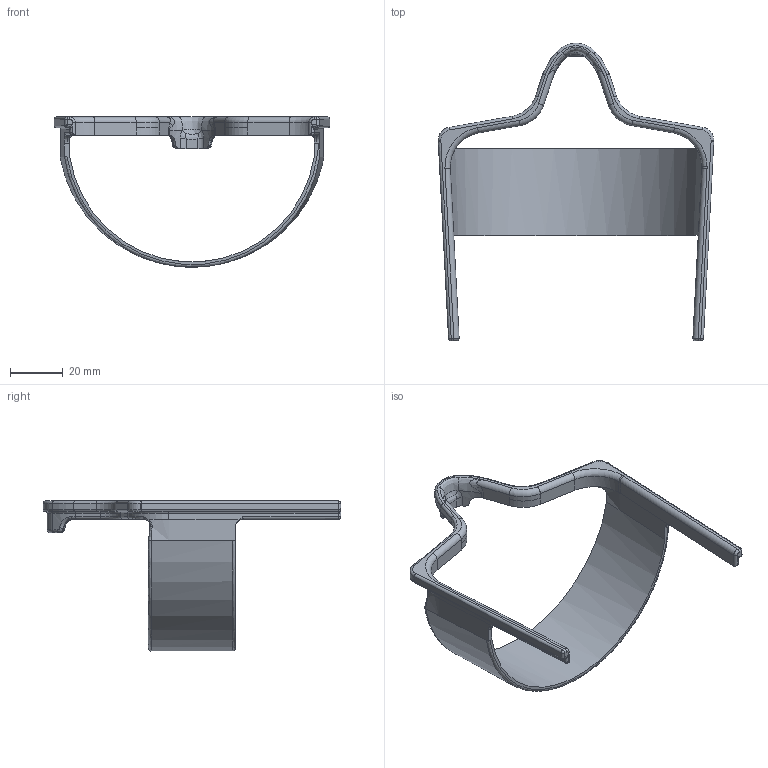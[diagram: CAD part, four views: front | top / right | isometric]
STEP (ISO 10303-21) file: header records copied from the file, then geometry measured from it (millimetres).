
FILE_DESCRIPTION (( 'STEP AP214' ), '1' );
FILE_NAME ('v0.6.1_cv19_ICTF_bottom_VAR1.STEP', '2020-04-13T06:48:58', ( 'ABC' ), ( '' ), 'SwSTEP 2.0', 'SolidWorks 2016', '' );
FILE_SCHEMA (( 'AUTOMOTIVE_DESIGN' ));
Length unit declared in the file: millimetre
Products named in the file (1): v0.6.1_cv19_ICTF_bottom_VAR1
Bounding box: 104.53 x 112.91 x 56.93 mm (x, y, z)
Volume: 16361.2 mm3; surface area: 16458.5 mm2
Topology: 1 solids, 1 shells, 211 faces, 535 edges, 310 vertices
Faces by surface type: cylinder 79, bspline 56, torus 38, plane 32, sphere 6
Entity records: 8991 total; most frequent: CARTESIAN_POINT 4386, ORIENTED_EDGE 1034, DIRECTION 896, EDGE_CURVE 517, AXIS2_PLACEMENT_3D 362, VERTEX_POINT 308, FACE_OUTER_BOUND 209, EDGE_LOOP 209
